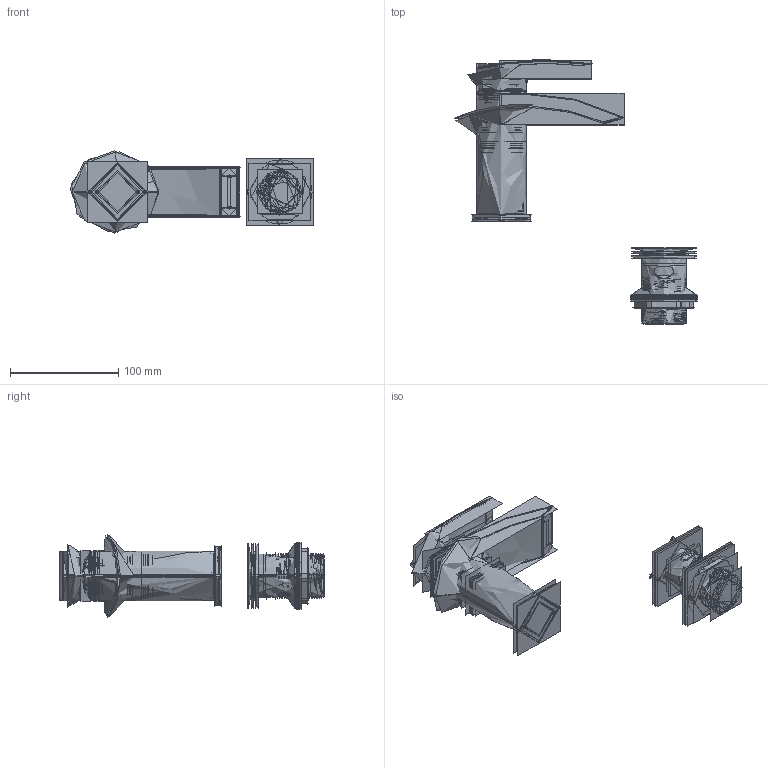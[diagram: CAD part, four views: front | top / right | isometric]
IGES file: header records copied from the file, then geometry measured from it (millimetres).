
Start section:  PTC IGES file: MBFW110P+.igs
Global section: file name: MBFW110P+.igs; native system: Creo Parametric by PTC Inc.; preprocessor: 2017170; author: tangfujin; organization: Unknown; date: 20191213.160323; units: millimetre
Bounding box: 224.79 x 244.22 x 75.99 mm (x, y, z)
Surface area: 1935882 mm2 (no closed solid volume)
Topology: 0 solids, 0 shells, 4538 faces, 39046 edges, 57305 vertices
Faces by surface type: bspline 4538
